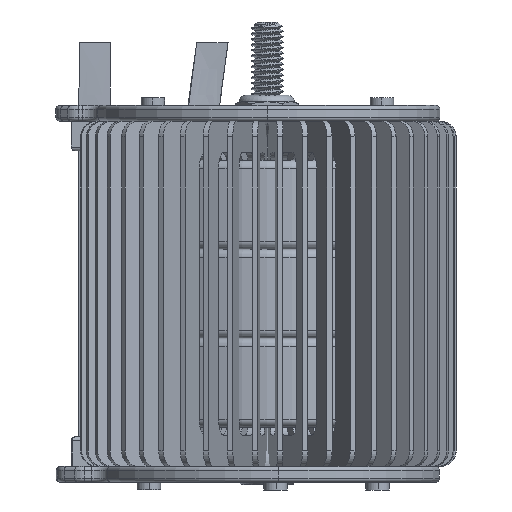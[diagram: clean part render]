
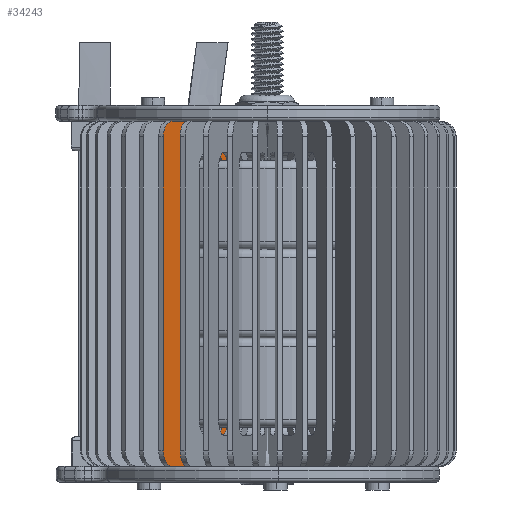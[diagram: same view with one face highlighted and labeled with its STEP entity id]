
A CAD part, front view. The second image highlights one B-rep face of the part: STEP entity #34243.
In plain terms, the highlighted face is planar.
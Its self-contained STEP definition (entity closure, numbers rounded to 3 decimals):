
#1408=PLANE('',#38050);
#2931=CIRCLE('',#38018,2.);
#2933=CIRCLE('',#38021,2.);
#2935=CIRCLE('',#38024,2.);
#2937=CIRCLE('',#38027,2.);
#2939=CIRCLE('',#38030,2.);
#2941=CIRCLE('',#38033,2.);
#2943=CIRCLE('',#38036,2.);
#2945=CIRCLE('',#38039,2.);
#12284=ORIENTED_EDGE('',*,*,#17490,.F.);
#12285=ORIENTED_EDGE('',*,*,#17471,.T.);
#12286=ORIENTED_EDGE('',*,*,#17484,.F.);
#12287=ORIENTED_EDGE('',*,*,#17475,.T.);
#12288=ORIENTED_EDGE('',*,*,#17485,.F.);
#12289=ORIENTED_EDGE('',*,*,#17463,.T.);
#12290=ORIENTED_EDGE('',*,*,#17487,.F.);
#12291=ORIENTED_EDGE('',*,*,#17455,.T.);
#12292=ORIENTED_EDGE('',*,*,#17494,.T.);
#12293=ORIENTED_EDGE('',*,*,#17479,.T.);
#12294=ORIENTED_EDGE('',*,*,#17491,.T.);
#12295=ORIENTED_EDGE('',*,*,#17467,.T.);
#12296=ORIENTED_EDGE('',*,*,#17497,.T.);
#12297=ORIENTED_EDGE('',*,*,#17451,.T.);
#12298=ORIENTED_EDGE('',*,*,#17496,.T.);
#12299=ORIENTED_EDGE('',*,*,#17459,.T.);
#17451=EDGE_CURVE('',#20774,#20775,#2931,.T.);
#17455=EDGE_CURVE('',#20778,#20779,#2933,.T.);
#17459=EDGE_CURVE('',#20782,#20783,#2935,.T.);
#17463=EDGE_CURVE('',#20786,#20787,#2937,.T.);
#17467=EDGE_CURVE('',#20790,#20791,#2939,.T.);
#17471=EDGE_CURVE('',#20794,#20795,#2941,.T.);
#17475=EDGE_CURVE('',#20798,#20799,#2943,.T.);
#17479=EDGE_CURVE('',#20802,#20803,#2945,.T.);
#17484=EDGE_CURVE('',#20798,#20795,#23953,.T.);
#17485=EDGE_CURVE('',#20786,#20799,#23954,.T.);
#17487=EDGE_CURVE('',#20778,#20787,#23956,.T.);
#17490=EDGE_CURVE('',#20794,#20779,#23959,.T.);
#17491=EDGE_CURVE('',#20803,#20790,#23960,.T.);
#17494=EDGE_CURVE('',#20783,#20802,#23963,.T.);
#17496=EDGE_CURVE('',#20775,#20782,#23965,.T.);
#17497=EDGE_CURVE('',#20791,#20774,#23966,.T.);
#20774=VERTEX_POINT('',#62277);
#20775=VERTEX_POINT('',#62278);
#20778=VERTEX_POINT('',#62286);
#20779=VERTEX_POINT('',#62287);
#20782=VERTEX_POINT('',#62295);
#20783=VERTEX_POINT('',#62296);
#20786=VERTEX_POINT('',#62304);
#20787=VERTEX_POINT('',#62305);
#20790=VERTEX_POINT('',#62313);
#20791=VERTEX_POINT('',#62314);
#20794=VERTEX_POINT('',#62322);
#20795=VERTEX_POINT('',#62323);
#20798=VERTEX_POINT('',#62331);
#20799=VERTEX_POINT('',#62332);
#20802=VERTEX_POINT('',#62340);
#20803=VERTEX_POINT('',#62341);
#23953=LINE('',#62349,#27102);
#23954=LINE('',#62351,#27103);
#23956=LINE('',#62354,#27105);
#23959=LINE('',#62358,#27108);
#23960=LINE('',#62360,#27109);
#23963=LINE('',#62364,#27112);
#23965=LINE('',#62367,#27114);
#23966=LINE('',#62369,#27115);
#27102=VECTOR('',#47583,1000.);
#27103=VECTOR('',#47586,1000.);
#27105=VECTOR('',#47590,1000.);
#27108=VECTOR('',#47595,1000.);
#27109=VECTOR('',#47598,1000.);
#27112=VECTOR('',#47603,1000.);
#27114=VECTOR('',#47607,1000.);
#27115=VECTOR('',#47610,1000.);
#29450=EDGE_LOOP('',(#12284,#12285,#12286,#12287,#12288,#12289,#12290,#12291));
#29451=EDGE_LOOP('',(#12292,#12293,#12294,#12295,#12296,#12297,#12298,#12299));
#31726=FACE_BOUND('',#29450,.T.);
#31727=FACE_BOUND('',#29451,.T.);
#34243=ADVANCED_FACE('',(#31726,#31727),#1408,.F.);
#38018=AXIS2_PLACEMENT_3D('',#62276,#47518,#47519);
#38021=AXIS2_PLACEMENT_3D('',#62285,#47526,#47527);
#38024=AXIS2_PLACEMENT_3D('',#62294,#47534,#47535);
#38027=AXIS2_PLACEMENT_3D('',#62303,#47542,#47543);
#38030=AXIS2_PLACEMENT_3D('',#62312,#47550,#47551);
#38033=AXIS2_PLACEMENT_3D('',#62321,#47558,#47559);
#38036=AXIS2_PLACEMENT_3D('',#62330,#47566,#47567);
#38039=AXIS2_PLACEMENT_3D('',#62339,#47574,#47575);
#38050=AXIS2_PLACEMENT_3D('',#62372,#47614,#47615);
#47518=DIRECTION('',(0.562,0.,0.827));
#47519=DIRECTION('',(-0.827,0.,0.562));
#47526=DIRECTION('',(-0.562,0.,-0.827));
#47527=DIRECTION('',(-0.827,0.,0.562));
#47534=DIRECTION('',(0.562,0.,0.827));
#47535=DIRECTION('',(-0.827,0.,0.562));
#47542=DIRECTION('',(-0.562,0.,-0.827));
#47543=DIRECTION('',(-0.827,0.,0.562));
#47550=DIRECTION('',(0.562,0.,0.827));
#47551=DIRECTION('',(-0.827,0.,0.562));
#47558=DIRECTION('',(-0.562,0.,-0.827));
#47559=DIRECTION('',(-0.827,0.,0.562));
#47566=DIRECTION('',(-0.562,0.,-0.827));
#47567=DIRECTION('',(-0.827,0.,0.562));
#47574=DIRECTION('',(0.562,0.,0.827));
#47575=DIRECTION('',(-0.827,0.,0.562));
#47583=DIRECTION('',(0.827,0.,-0.562));
#47586=DIRECTION('',(0.,-1.,0.));
#47590=DIRECTION('',(-0.827,0.,0.562));
#47595=DIRECTION('',(0.,1.,0.));
#47598=DIRECTION('',(0.827,0.,-0.562));
#47603=DIRECTION('',(0.,-1.,0.));
#47607=DIRECTION('',(-0.827,0.,0.562));
#47610=DIRECTION('',(0.,1.,0.));
#47614=DIRECTION('',(-0.562,0.,-0.827));
#47615=DIRECTION('',(-0.827,0.,0.562));
#62276=CARTESIAN_POINT('',(31.026,44.686,34.305));
#62277=CARTESIAN_POINT('',(32.68,44.686,33.182));
#62278=CARTESIAN_POINT('',(31.026,46.686,34.305));
#62285=CARTESIAN_POINT('',(27.717,40.686,36.553));
#62286=CARTESIAN_POINT('',(27.717,42.686,36.553));
#62287=CARTESIAN_POINT('',(29.371,40.686,35.429));
#62294=CARTESIAN_POINT('',(19.792,44.686,41.935));
#62295=CARTESIAN_POINT('',(19.792,46.686,41.935));
#62296=CARTESIAN_POINT('',(18.137,44.686,43.059));
#62303=CARTESIAN_POINT('',(23.101,40.686,39.688));
#62304=CARTESIAN_POINT('',(21.446,40.686,40.811));
#62305=CARTESIAN_POINT('',(23.101,42.686,39.688));
#62312=CARTESIAN_POINT('',(31.026,4.636,34.305));
#62313=CARTESIAN_POINT('',(31.026,2.636,34.305));
#62314=CARTESIAN_POINT('',(32.68,4.636,33.182));
#62321=CARTESIAN_POINT('',(27.717,8.636,36.553));
#62322=CARTESIAN_POINT('',(29.371,8.636,35.429));
#62323=CARTESIAN_POINT('',(27.717,6.636,36.553));
#62330=CARTESIAN_POINT('',(23.101,8.636,39.688));
#62331=CARTESIAN_POINT('',(23.101,6.636,39.688));
#62332=CARTESIAN_POINT('',(21.446,8.636,40.811));
#62339=CARTESIAN_POINT('',(19.792,4.636,41.935));
#62340=CARTESIAN_POINT('',(18.137,4.636,43.059));
#62341=CARTESIAN_POINT('',(19.792,2.636,41.935));
#62349=CARTESIAN_POINT('',(29.371,6.636,35.429));
#62351=CARTESIAN_POINT('',(21.446,42.686,40.811));
#62354=CARTESIAN_POINT('',(29.371,42.686,35.429));
#62358=CARTESIAN_POINT('',(29.371,42.686,35.429));
#62360=CARTESIAN_POINT('',(32.68,2.636,33.182));
#62364=CARTESIAN_POINT('',(18.137,46.686,43.059));
#62367=CARTESIAN_POINT('',(32.68,46.686,33.182));
#62369=CARTESIAN_POINT('',(32.68,46.686,33.182));
#62372=CARTESIAN_POINT('',(12.743,30.336,46.722));
